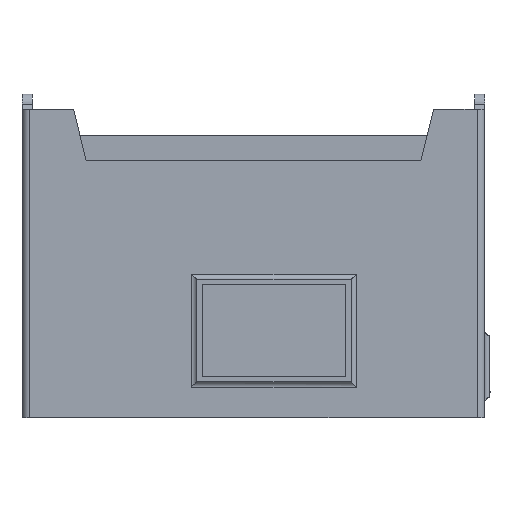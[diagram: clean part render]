
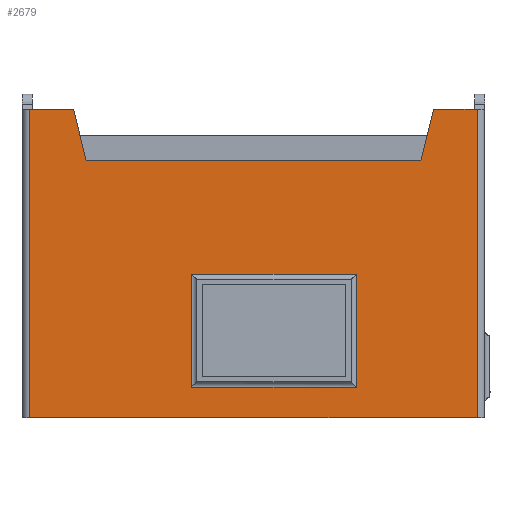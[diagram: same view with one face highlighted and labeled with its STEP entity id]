
A CAD part, left-side view. The second image highlights one B-rep face of the part: STEP entity #2679.
In plain terms, the highlighted planar face has unit normal (-1, 0, 0).
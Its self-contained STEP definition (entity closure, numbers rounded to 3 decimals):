
#79=FACE_BOUND('',#283,.T.);
#143=FACE_OUTER_BOUND('',#282,.T.);
#282=EDGE_LOOP('',(#1914,#1915,#1916,#1917,#1918,#1919,#1920,#1921));
#283=EDGE_LOOP('',(#1922,#1923,#1924,#1925));
#575=LINE('',#3957,#883);
#577=LINE('',#3965,#885);
#580=LINE('',#3973,#888);
#581=LINE('',#3976,#889);
#583=LINE('',#3981,#891);
#584=LINE('',#3983,#892);
#585=LINE('',#3985,#893);
#586=LINE('',#3987,#894);
#587=LINE('',#3989,#895);
#588=LINE('',#3991,#896);
#589=LINE('',#3993,#897);
#590=LINE('',#3994,#898);
#883=VECTOR('',#3166,10.);
#885=VECTOR('',#3174,10.);
#888=VECTOR('',#3181,10.);
#889=VECTOR('',#3186,10.);
#891=VECTOR('',#3190,1000.);
#892=VECTOR('',#3191,1000.);
#893=VECTOR('',#3192,1000.);
#894=VECTOR('',#3193,1000.);
#895=VECTOR('',#3194,1000.);
#896=VECTOR('',#3195,1000.);
#897=VECTOR('',#3196,1000.);
#898=VECTOR('',#3197,1000.);
#1192=VERTEX_POINT('',#3955);
#1193=VERTEX_POINT('',#3956);
#1196=VERTEX_POINT('',#3964);
#1199=VERTEX_POINT('',#3972);
#1200=VERTEX_POINT('',#3979);
#1201=VERTEX_POINT('',#3980);
#1202=VERTEX_POINT('',#3982);
#1203=VERTEX_POINT('',#3984);
#1204=VERTEX_POINT('',#3986);
#1205=VERTEX_POINT('',#3988);
#1206=VERTEX_POINT('',#3990);
#1207=VERTEX_POINT('',#3992);
#1469=EDGE_CURVE('',#1192,#1193,#575,.T.);
#1473=EDGE_CURVE('',#1193,#1196,#577,.T.);
#1477=EDGE_CURVE('',#1196,#1199,#580,.T.);
#1479=EDGE_CURVE('',#1199,#1192,#581,.T.);
#1481=EDGE_CURVE('',#1200,#1201,#583,.T.);
#1482=EDGE_CURVE('',#1201,#1202,#584,.T.);
#1483=EDGE_CURVE('',#1202,#1203,#585,.T.);
#1484=EDGE_CURVE('',#1204,#1203,#586,.T.);
#1485=EDGE_CURVE('',#1205,#1204,#587,.T.);
#1486=EDGE_CURVE('',#1206,#1205,#588,.T.);
#1487=EDGE_CURVE('',#1207,#1206,#589,.T.);
#1488=EDGE_CURVE('',#1200,#1207,#590,.T.);
#1914=ORIENTED_EDGE('',*,*,#1481,.T.);
#1915=ORIENTED_EDGE('',*,*,#1482,.T.);
#1916=ORIENTED_EDGE('',*,*,#1483,.T.);
#1917=ORIENTED_EDGE('',*,*,#1484,.F.);
#1918=ORIENTED_EDGE('',*,*,#1485,.F.);
#1919=ORIENTED_EDGE('',*,*,#1486,.F.);
#1920=ORIENTED_EDGE('',*,*,#1487,.F.);
#1921=ORIENTED_EDGE('',*,*,#1488,.F.);
#1922=ORIENTED_EDGE('',*,*,#1469,.F.);
#1923=ORIENTED_EDGE('',*,*,#1479,.F.);
#1924=ORIENTED_EDGE('',*,*,#1477,.F.);
#1925=ORIENTED_EDGE('',*,*,#1473,.F.);
#2580=PLANE('',#2844);
#2679=ADVANCED_FACE('',(#143,#79),#2580,.T.);
#2844=AXIS2_PLACEMENT_3D('',#3978,#3188,#3189);
#3166=DIRECTION('',(0.,0.,1.));
#3174=DIRECTION('',(0.,1.,0.));
#3181=DIRECTION('',(0.,0.,-1.));
#3186=DIRECTION('',(0.,-1.,0.));
#3188=DIRECTION('center_axis',(-1.,0.,0.));
#3189=DIRECTION('ref_axis',(0.,-1.,0.));
#3190=DIRECTION('',(0.,0.,-1.));
#3191=DIRECTION('',(0.,-1.,0.));
#3192=DIRECTION('',(0.,0.,1.));
#3193=DIRECTION('',(0.,-1.,0.));
#3194=DIRECTION('',(0.,-0.242,0.97));
#3195=DIRECTION('',(0.,-1.,0.));
#3196=DIRECTION('',(0.,-0.233,-0.973));
#3197=DIRECTION('',(0.,-1.,0.));
#3955=CARTESIAN_POINT('',(-70.,-5.,-9.));
#3956=CARTESIAN_POINT('',(-70.,-5.,13.));
#3957=CARTESIAN_POINT('',(-70.,-5.,3.5));
#3964=CARTESIAN_POINT('',(-70.,27.,13.));
#3965=CARTESIAN_POINT('',(-70.,5.5,13.));
#3972=CARTESIAN_POINT('',(-70.,27.,-9.));
#3973=CARTESIAN_POINT('',(-70.,27.,13.5));
#3976=CARTESIAN_POINT('',(-70.,20.5,-9.));
#3978=CARTESIAN_POINT('Origin',(-70.,15.,15.));
#3979=CARTESIAN_POINT('',(-70.,58.5,45.));
#3980=CARTESIAN_POINT('',(-70.,58.5,-15.));
#3981=CARTESIAN_POINT('',(-70.,58.5,40.));
#3982=CARTESIAN_POINT('',(-70.,-28.5,-15.));
#3983=CARTESIAN_POINT('',(-70.,-30.,-15.));
#3984=CARTESIAN_POINT('',(-70.,-28.5,45.));
#3985=CARTESIAN_POINT('',(-70.,-28.5,40.));
#3986=CARTESIAN_POINT('',(-70.,-20.044,45.));
#3987=CARTESIAN_POINT('',(-70.,-28.,45.));
#3988=CARTESIAN_POINT('',(-70.,-17.549,35.));
#3989=CARTESIAN_POINT('',(-70.,-17.549,35.));
#3990=CARTESIAN_POINT('',(-70.,47.549,35.));
#3991=CARTESIAN_POINT('',(-70.,47.549,35.));
#3992=CARTESIAN_POINT('',(-70.,49.943,45.));
#3993=CARTESIAN_POINT('',(-70.,47.549,35.));
#3994=CARTESIAN_POINT('',(-70.,-28.,45.));
